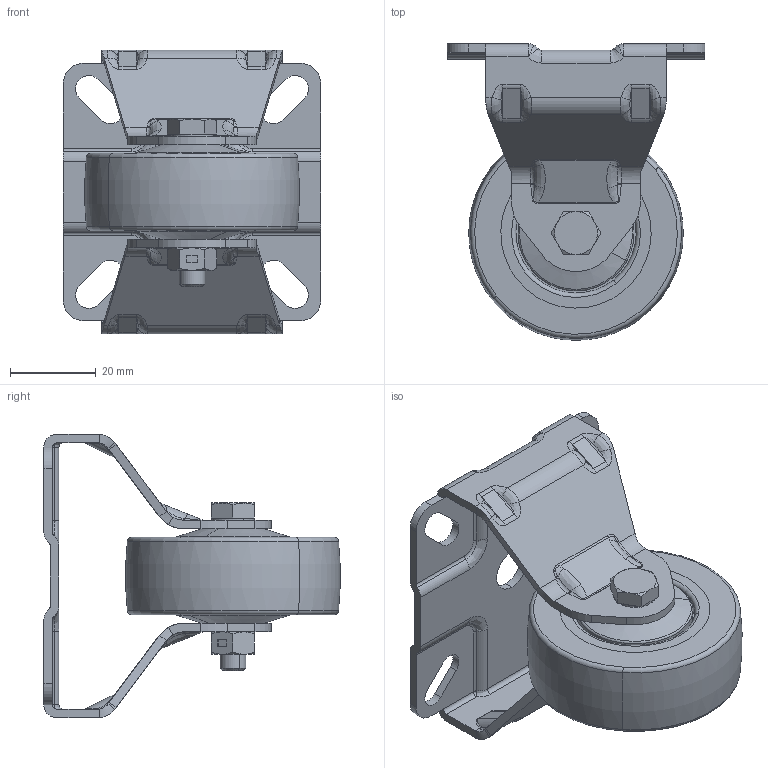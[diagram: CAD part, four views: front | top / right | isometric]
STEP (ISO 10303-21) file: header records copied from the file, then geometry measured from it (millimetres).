
FILE_DESCRIPTION (( 'STEP AP214' ), '1' );
FILE_NAME ('0010682INF.step', '2024-02-02T10:27:51', ( '' ), ( '' ), 'SwSTEP 2.0', 'SolidWorks 2020', '' );
FILE_SCHEMA (( 'AUTOMOTIVE_DESIGN' ));
Length unit declared in the file: millimetre
Products named in the file (1): 0010682INF
Bounding box: 60 x 68.95 x 66 mm (x, y, z)
Volume: 49041.5 mm3; surface area: 35315.1 mm2
Topology: 11 solids, 11 shells, 540 faces, 1269 edges, 747 vertices
Faces by surface type: cylinder 186, bspline 156, plane 122, torus 38, cone 36, sphere 2
Entity records: 33019 total; most frequent: CARTESIAN_POINT 15836, ORIENTED_EDGE 2504, DIRECTION 2042, EDGE_CURVE 1252, AXIS2_PLACEMENT_3D 798, VERTEX_POINT 744, EDGE_LOOP 580, UNCERTAINTY_MEASURE_WITH_UNIT 553
